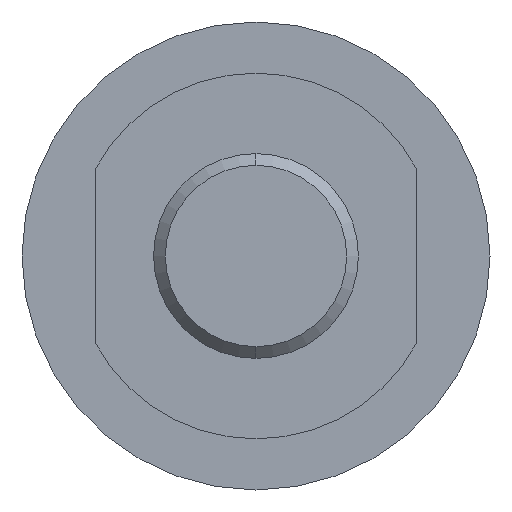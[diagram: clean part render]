
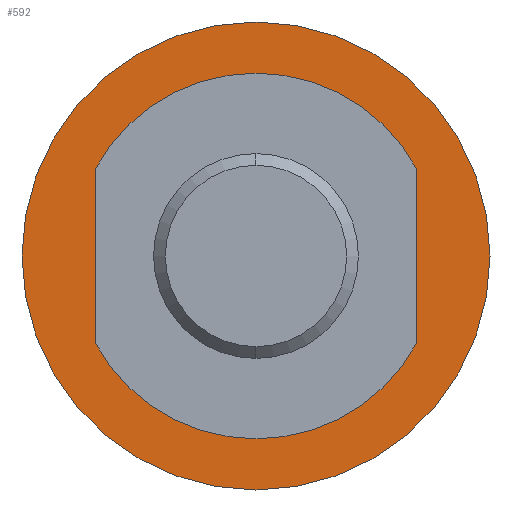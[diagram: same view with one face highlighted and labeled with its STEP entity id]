
A CAD part, left-side view. The second image highlights one B-rep face of the part: STEP entity #592.
In plain terms, the highlighted planar face has unit normal (-1, 0, 0).
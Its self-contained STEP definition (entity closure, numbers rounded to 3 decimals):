
#238=CARTESIAN_POINT('',(60.0,0.0,16.));
#239=VERTEX_POINT('',#238);
#246=CARTESIAN_POINT('',(60.,0.,-16.));
#247=VERTEX_POINT('',#246);
#248=CARTESIAN_POINT('',(60.,0.0,0.));
#249=DIRECTION('',(1.0,0.0,0.0));
#250=DIRECTION('',(0.0,0.0,1.0));
#251=AXIS2_PLACEMENT_3D('',#248,#249,#250);
#252=CIRCLE('',#251,16.0);
#253=EDGE_CURVE('',#239,#247,#252,.T.);
#278=CARTESIAN_POINT('',(60.0,10.,0.));
#279=VERTEX_POINT('',#278);
#295=CARTESIAN_POINT('',(60.0,-10.,0.));
#296=VERTEX_POINT('',#295);
#303=CARTESIAN_POINT('',(60.0,0.,0.));
#304=DIRECTION('',(1.0,0.0,0.0));
#305=DIRECTION('',(0.0,1.0,0.0));
#306=AXIS2_PLACEMENT_3D('',#303,#304,#305);
#307=CIRCLE('',#306,10.0);
#308=EDGE_CURVE('',#279,#296,#307,.T.);
#561=CARTESIAN_POINT('',(60.0,0.,0.));
#562=DIRECTION('',(1.0,0.0,0.0));
#563=DIRECTION('',(0.0,1.0,0.0));
#564=AXIS2_PLACEMENT_3D('',#561,#562,#563);
#565=CIRCLE('',#564,10.0);
#566=EDGE_CURVE('',#296,#279,#565,.T.);
#573=CARTESIAN_POINT('',(60.0,0.0,8.));
#574=DIRECTION('',(-1.0,0.0,0.0));
#575=DIRECTION('',(0.0,0.0,1.0));
#576=AXIS2_PLACEMENT_3D('',#573,#574,#575);
#577=PLANE('',#576);
#578=ORIENTED_EDGE('',*,*,#253,.F.);
#579=CARTESIAN_POINT('',(60.,0.0,0.));
#580=DIRECTION('',(1.0,0.0,0.0));
#581=DIRECTION('',(0.0,0.0,1.0));
#582=AXIS2_PLACEMENT_3D('',#579,#580,#581);
#583=CIRCLE('',#582,16.0);
#584=EDGE_CURVE('',#247,#239,#583,.T.);
#585=ORIENTED_EDGE('',*,*,#584,.F.);
#586=EDGE_LOOP('',(#578,#585));
#587=FACE_OUTER_BOUND('',#586,.T.);
#588=ORIENTED_EDGE('',*,*,#308,.T.);
#589=ORIENTED_EDGE('',*,*,#566,.T.);
#590=EDGE_LOOP('',(#588,#589));
#591=FACE_BOUND('',#590,.T.);
#592=ADVANCED_FACE('',(#587,#591),#577,.T.);
